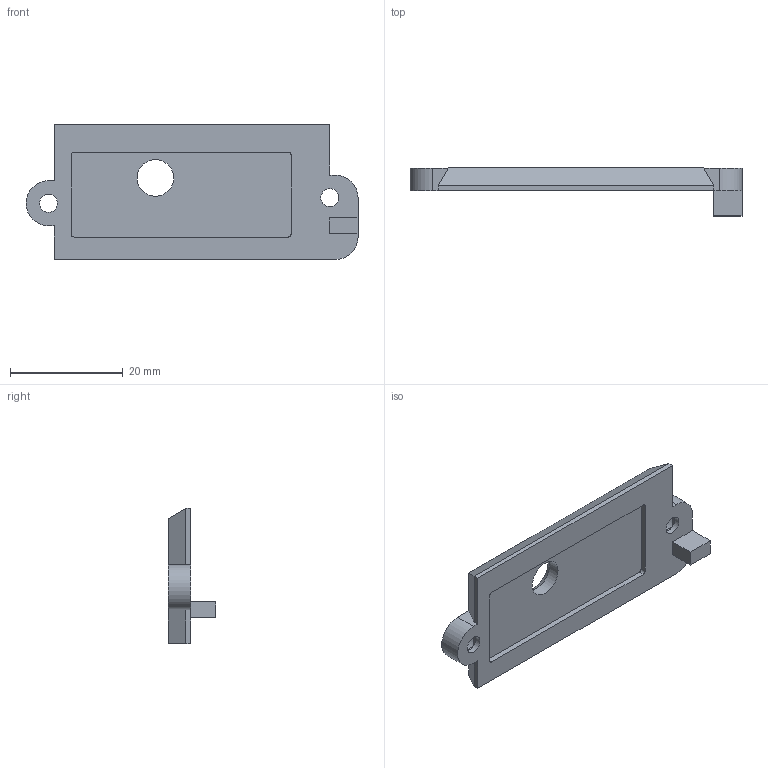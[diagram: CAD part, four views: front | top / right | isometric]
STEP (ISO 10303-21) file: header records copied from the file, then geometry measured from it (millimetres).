
FILE_DESCRIPTION(/* description */ (''),/* implementation_level */ '2;1');
FILE_NAME(/* name */ 'MINI-fsenzor-cover.stp',/* time_stamp */ '2019',/* author */ (''),/* organization */ (''),/* preprocessor_version */ 'ST-DEVELOPER v17',/* originating_system */ 'Autodesk Inventor 2019',/* authorisation */ '');
FILE_SCHEMA (('AUTOMOTIVE_DESIGN { 1 0 10303 214 3 1 1 }'));
Length unit declared in the file: millimetre
Products named in the file (1): MINI-fsenzor-cover
Bounding box: 59 x 8.5 x 24 mm (x, y, z)
Volume: 4106.8 mm3; surface area: 3355.6 mm2
Topology: 1 solids, 1 shells, 61 faces, 161 edges, 103 vertices
Faces by surface type: plane 48, cylinder 12, cone 1
Full cylindrical faces by diameter (mm): 3.2 x2, 6.1 x2, 6.5 x1
Entity records: 1921 total; most frequent: CARTESIAN_POINT 326, DIRECTION 324, ORIENTED_EDGE 322, EDGE_CURVE 161, LINE 122, VECTOR 122, VERTEX_POINT 103, AXIS2_PLACEMENT_3D 101
